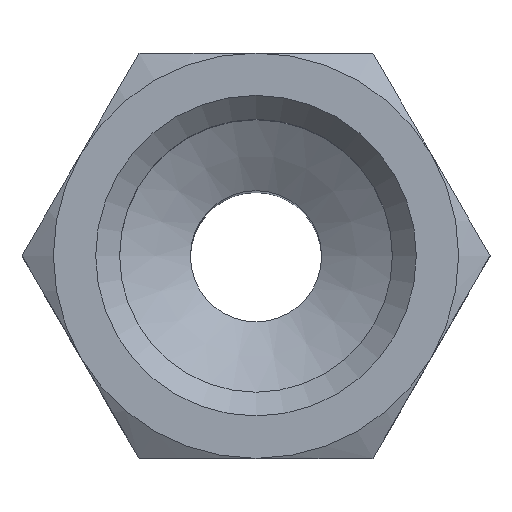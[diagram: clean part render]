
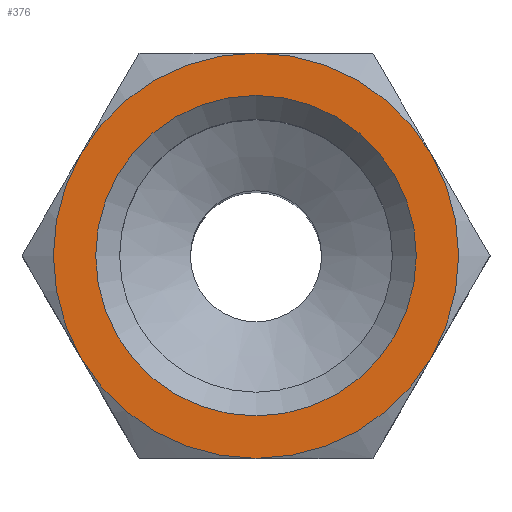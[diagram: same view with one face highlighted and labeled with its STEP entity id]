
A CAD part, top view. The second image highlights one B-rep face of the part: STEP entity #376.
In plain terms, the highlighted planar face has unit normal (0, 0, 1).
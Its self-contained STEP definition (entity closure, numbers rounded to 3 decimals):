
#51=PLANE('',#418);
#83=FACE_BOUND('',#128,.T.);
#94=FACE_OUTER_BOUND('',#127,.T.);
#127=EDGE_LOOP('',(#280,#281,#282,#283,#284,#285));
#128=EDGE_LOOP('',(#286));
#168=CIRCLE('',#415,6.723);
#170=CIRCLE('',#419,8.5);
#171=CIRCLE('',#420,8.5);
#172=CIRCLE('',#421,8.5);
#173=CIRCLE('',#422,8.5);
#174=CIRCLE('',#423,8.5);
#175=CIRCLE('',#424,8.5);
#190=VERTEX_POINT('',#586);
#192=VERTEX_POINT('',#592);
#193=VERTEX_POINT('',#593);
#194=VERTEX_POINT('',#595);
#195=VERTEX_POINT('',#597);
#196=VERTEX_POINT('',#599);
#197=VERTEX_POINT('',#601);
#224=EDGE_CURVE('',#190,#190,#168,.T.);
#226=EDGE_CURVE('',#192,#193,#170,.T.);
#227=EDGE_CURVE('',#193,#194,#171,.T.);
#228=EDGE_CURVE('',#194,#195,#172,.T.);
#229=EDGE_CURVE('',#195,#196,#173,.T.);
#230=EDGE_CURVE('',#196,#197,#174,.T.);
#231=EDGE_CURVE('',#197,#192,#175,.T.);
#280=ORIENTED_EDGE('',*,*,#226,.T.);
#281=ORIENTED_EDGE('',*,*,#227,.T.);
#282=ORIENTED_EDGE('',*,*,#228,.T.);
#283=ORIENTED_EDGE('',*,*,#229,.T.);
#284=ORIENTED_EDGE('',*,*,#230,.T.);
#285=ORIENTED_EDGE('',*,*,#231,.T.);
#286=ORIENTED_EDGE('',*,*,#224,.F.);
#376=ADVANCED_FACE('',(#94,#83),#51,.T.);
#415=AXIS2_PLACEMENT_3D('',#587,#480,#481);
#418=AXIS2_PLACEMENT_3D('',#591,#486,#487);
#419=AXIS2_PLACEMENT_3D('',#594,#488,#489);
#420=AXIS2_PLACEMENT_3D('',#596,#490,#491);
#421=AXIS2_PLACEMENT_3D('',#598,#492,#493);
#422=AXIS2_PLACEMENT_3D('',#600,#494,#495);
#423=AXIS2_PLACEMENT_3D('',#602,#496,#497);
#424=AXIS2_PLACEMENT_3D('',#603,#498,#499);
#480=DIRECTION('center_axis',(0.,0.,1.));
#481=DIRECTION('ref_axis',(-1.,0.,0.));
#486=DIRECTION('center_axis',(0.,0.,1.));
#487=DIRECTION('ref_axis',(1.,0.,0.));
#488=DIRECTION('center_axis',(0.,0.,1.));
#489=DIRECTION('ref_axis',(0.,1.,0.));
#490=DIRECTION('center_axis',(0.,0.,1.));
#491=DIRECTION('ref_axis',(0.,1.,0.));
#492=DIRECTION('center_axis',(0.,0.,1.));
#493=DIRECTION('ref_axis',(0.,1.,0.));
#494=DIRECTION('center_axis',(0.,0.,1.));
#495=DIRECTION('ref_axis',(0.,1.,0.));
#496=DIRECTION('center_axis',(0.,0.,1.));
#497=DIRECTION('ref_axis',(0.,1.,0.));
#498=DIRECTION('center_axis',(0.,0.,1.));
#499=DIRECTION('ref_axis',(0.,1.,0.));
#586=CARTESIAN_POINT('',(6.723,0.,58.));
#587=CARTESIAN_POINT('Origin',(0.,0.,58.));
#591=CARTESIAN_POINT('Origin',(0.,0.,
58.));
#592=CARTESIAN_POINT('',(-7.361,-4.25,58.));
#593=CARTESIAN_POINT('',(0.,-8.5,58.));
#594=CARTESIAN_POINT('Origin',(0.,0.,58.));
#595=CARTESIAN_POINT('',(7.361,-4.25,58.));
#596=CARTESIAN_POINT('Origin',(0.,0.,58.));
#597=CARTESIAN_POINT('',(7.361,4.25,58.));
#598=CARTESIAN_POINT('Origin',(0.,0.,58.));
#599=CARTESIAN_POINT('',(0.,8.5,58.));
#600=CARTESIAN_POINT('Origin',(0.,0.,58.));
#601=CARTESIAN_POINT('',(-7.361,4.25,58.));
#602=CARTESIAN_POINT('Origin',(0.,0.,58.));
#603=CARTESIAN_POINT('Origin',(0.,0.,58.));
